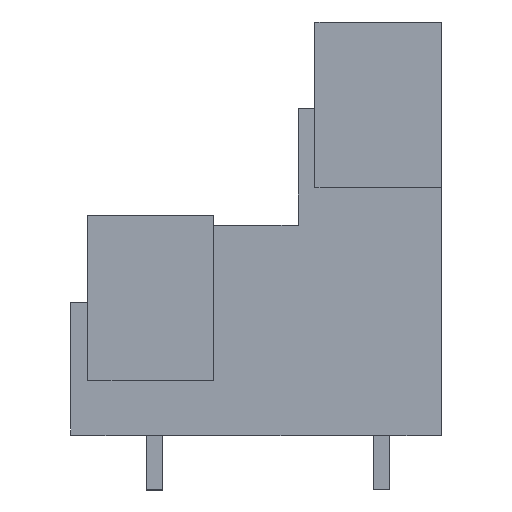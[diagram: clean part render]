
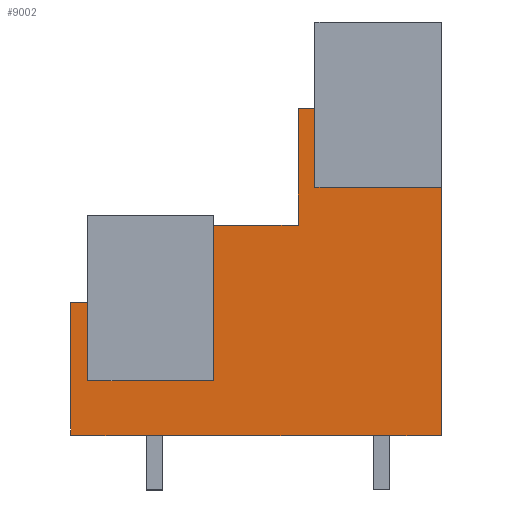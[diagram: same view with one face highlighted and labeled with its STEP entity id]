
A CAD part, left-side view. The second image highlights one B-rep face of the part: STEP entity #9002.
In plain terms, the highlighted planar face has unit normal (-1, 0, 0).
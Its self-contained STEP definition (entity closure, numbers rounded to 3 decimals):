
#8887=AXIS2_PLACEMENT_3D('Plane Axis2P3D',#8884,#8885,#8886) ;
#7442=CARTESIAN_POINT('Vertex',(0.7,7.5,22.6)) ;
#7445=CARTESIAN_POINT('Line Origine',(0.7,7.5,20.275)) ;
#7449=CARTESIAN_POINT('Vertex',(0.7,7.5,17.95)) ;
#7790=CARTESIAN_POINT('Vertex',(0.7,0.,17.95)) ;
#7793=CARTESIAN_POINT('Line Origine',(0.7,0.,10.575)) ;
#7797=CARTESIAN_POINT('Vertex',(0.7,0.,3.2)) ;
#8869=CARTESIAN_POINT('Vertex',(0.7,8.5,22.6)) ;
#8872=CARTESIAN_POINT('Line Origine',(0.7,8.,22.6)) ;
#8884=CARTESIAN_POINT('Axis2P3D Location',(0.7,0.,3.6)) ;
#8889=CARTESIAN_POINT('Line Origine',(0.7,17.,3.2)) ;
#8893=CARTESIAN_POINT('Vertex',(0.7,15.,3.2)) ;
#8895=CARTESIAN_POINT('Vertex',(0.7,19.,3.2)) ;
#8898=CARTESIAN_POINT('Line Origine',(0.7,10.5,3.2)) ;
#8902=CARTESIAN_POINT('Vertex',(0.7,6.,3.2)) ;
#8905=CARTESIAN_POINT('Line Origine',(0.7,4.5,3.2)) ;
#8909=CARTESIAN_POINT('Vertex',(0.7,3.,3.2)) ;
#8912=CARTESIAN_POINT('Line Origine',(0.7,1.5,3.2)) ;
#8917=CARTESIAN_POINT('Line Origine',(0.7,3.75,17.95)) ;
#8922=CARTESIAN_POINT('Line Origine',(0.7,8.5,19.15)) ;
#8926=CARTESIAN_POINT('Vertex',(0.7,8.5,15.7)) ;
#8929=CARTESIAN_POINT('Line Origine',(0.7,11.013,15.7)) ;
#8933=CARTESIAN_POINT('Vertex',(0.7,13.525,15.7)) ;
#8936=CARTESIAN_POINT('Line Origine',(0.7,13.525,11.075)) ;
#8940=CARTESIAN_POINT('Vertex',(0.7,13.525,6.45)) ;
#8943=CARTESIAN_POINT('Line Origine',(0.7,17.25,6.45)) ;
#8947=CARTESIAN_POINT('Vertex',(0.7,20.975,6.45)) ;
#8950=CARTESIAN_POINT('Line Origine',(0.7,20.975,8.775)) ;
#8954=CARTESIAN_POINT('Vertex',(0.7,20.975,11.1)) ;
#8957=CARTESIAN_POINT('Line Origine',(0.7,21.487,11.1)) ;
#8961=CARTESIAN_POINT('Vertex',(0.7,22.,11.1)) ;
#8964=CARTESIAN_POINT('Line Origine',(0.7,22.,7.35)) ;
#8968=CARTESIAN_POINT('Vertex',(0.7,22.,3.6)) ;
#8971=CARTESIAN_POINT('Line Origine',(0.7,22.,3.4)) ;
#8975=CARTESIAN_POINT('Vertex',(0.7,22.,3.2)) ;
#8978=CARTESIAN_POINT('Line Origine',(0.7,20.5,3.2)) ;
#7446=DIRECTION('Vector Direction',(0.,0.,-1.)) ;
#7794=DIRECTION('Vector Direction',(0.,0.,1.)) ;
#8873=DIRECTION('Vector Direction',(0.,1.,0.)) ;
#8885=DIRECTION('Axis2P3D Direction',(-1.,0.,0.)) ;
#8886=DIRECTION('Axis2P3D XDirection',(0.,0.,-1.)) ;
#8890=DIRECTION('Vector Direction',(0.,-1.,0.)) ;
#8899=DIRECTION('Vector Direction',(0.,-1.,0.)) ;
#8906=DIRECTION('Vector Direction',(0.,-1.,0.)) ;
#8913=DIRECTION('Vector Direction',(0.,-1.,0.)) ;
#8918=DIRECTION('Vector Direction',(0.,-1.,0.)) ;
#8923=DIRECTION('Vector Direction',(0.,0.,-1.)) ;
#8930=DIRECTION('Vector Direction',(0.,1.,0.)) ;
#8937=DIRECTION('Vector Direction',(0.,0.,-1.)) ;
#8944=DIRECTION('Vector Direction',(0.,-1.,0.)) ;
#8951=DIRECTION('Vector Direction',(0.,0.,-1.)) ;
#8958=DIRECTION('Vector Direction',(0.,1.,0.)) ;
#8965=DIRECTION('Vector Direction',(0.,0.,1.)) ;
#8972=DIRECTION('Vector Direction',(0.,0.,-1.)) ;
#8979=DIRECTION('Vector Direction',(0.,-1.,0.)) ;
#7447=VECTOR('Line Direction',#7446,1.) ;
#7795=VECTOR('Line Direction',#7794,1.) ;
#8874=VECTOR('Line Direction',#8873,1.) ;
#8891=VECTOR('Line Direction',#8890,1.) ;
#8900=VECTOR('Line Direction',#8899,1.) ;
#8907=VECTOR('Line Direction',#8906,1.) ;
#8914=VECTOR('Line Direction',#8913,1.) ;
#8919=VECTOR('Line Direction',#8918,1.) ;
#8924=VECTOR('Line Direction',#8923,1.) ;
#8931=VECTOR('Line Direction',#8930,1.) ;
#8938=VECTOR('Line Direction',#8937,1.) ;
#8945=VECTOR('Line Direction',#8944,1.) ;
#8952=VECTOR('Line Direction',#8951,1.) ;
#8959=VECTOR('Line Direction',#8958,1.) ;
#8966=VECTOR('Line Direction',#8965,1.) ;
#8973=VECTOR('Line Direction',#8972,1.) ;
#8980=VECTOR('Line Direction',#8979,1.) ;
#8984=ORIENTED_EDGE('',*,*,#8897,.F.) ;
#8985=ORIENTED_EDGE('',*,*,#8904,.T.) ;
#8986=ORIENTED_EDGE('',*,*,#8911,.F.) ;
#8987=ORIENTED_EDGE('',*,*,#8916,.T.) ;
#8988=ORIENTED_EDGE('',*,*,#7799,.T.) ;
#8989=ORIENTED_EDGE('',*,*,#8921,.F.) ;
#8990=ORIENTED_EDGE('',*,*,#7451,.F.) ;
#8991=ORIENTED_EDGE('',*,*,#8876,.T.) ;
#8992=ORIENTED_EDGE('',*,*,#8928,.T.) ;
#8993=ORIENTED_EDGE('',*,*,#8935,.T.) ;
#8994=ORIENTED_EDGE('',*,*,#8942,.T.) ;
#8995=ORIENTED_EDGE('',*,*,#8949,.F.) ;
#8996=ORIENTED_EDGE('',*,*,#8956,.F.) ;
#8997=ORIENTED_EDGE('',*,*,#8963,.T.) ;
#8998=ORIENTED_EDGE('',*,*,#8970,.F.) ;
#8999=ORIENTED_EDGE('',*,*,#8977,.F.) ;
#9000=ORIENTED_EDGE('',*,*,#8982,.T.) ;
#9002=ADVANCED_FACE('Housing',(#9001),#8888,.T.) ;
#7451=EDGE_CURVE('',#7443,#7450,#7448,.T.) ;
#7799=EDGE_CURVE('',#7798,#7791,#7796,.T.) ;
#8876=EDGE_CURVE('',#7443,#8870,#8875,.T.) ;
#8897=EDGE_CURVE('',#8894,#8896,#8892,.F.) ;
#8904=EDGE_CURVE('',#8894,#8903,#8901,.T.) ;
#8911=EDGE_CURVE('',#8910,#8903,#8908,.F.) ;
#8916=EDGE_CURVE('',#8910,#7798,#8915,.T.) ;
#8921=EDGE_CURVE('',#7450,#7791,#8920,.T.) ;
#8928=EDGE_CURVE('',#8870,#8927,#8925,.T.) ;
#8935=EDGE_CURVE('',#8927,#8934,#8932,.T.) ;
#8942=EDGE_CURVE('',#8934,#8941,#8939,.T.) ;
#8949=EDGE_CURVE('',#8948,#8941,#8946,.T.) ;
#8956=EDGE_CURVE('',#8955,#8948,#8953,.T.) ;
#8963=EDGE_CURVE('',#8955,#8962,#8960,.T.) ;
#8970=EDGE_CURVE('',#8969,#8962,#8967,.T.) ;
#8977=EDGE_CURVE('',#8976,#8969,#8974,.F.) ;
#8982=EDGE_CURVE('',#8976,#8896,#8981,.T.) ;
#8983=EDGE_LOOP('',(#8984,#8985,#8986,#8987,#8988,#8989,#8990,#8991,#8992,#8993,#8994,#8995,#8996,#8997,#8998,#8999,#9000)) ;
#9001=FACE_OUTER_BOUND('',#8983,.T.) ;
#7448=LINE('Line',#7445,#7447) ;
#7796=LINE('Line',#7793,#7795) ;
#8875=LINE('Line',#8872,#8874) ;
#8892=LINE('Line',#8889,#8891) ;
#8901=LINE('Line',#8898,#8900) ;
#8908=LINE('Line',#8905,#8907) ;
#8915=LINE('Line',#8912,#8914) ;
#8920=LINE('Line',#8917,#8919) ;
#8925=LINE('Line',#8922,#8924) ;
#8932=LINE('Line',#8929,#8931) ;
#8939=LINE('Line',#8936,#8938) ;
#8946=LINE('Line',#8943,#8945) ;
#8953=LINE('Line',#8950,#8952) ;
#8960=LINE('Line',#8957,#8959) ;
#8967=LINE('Line',#8964,#8966) ;
#8974=LINE('Line',#8971,#8973) ;
#8981=LINE('Line',#8978,#8980) ;
#8888=PLANE('',#8887) ;
#7443=VERTEX_POINT('',#7442) ;
#7450=VERTEX_POINT('',#7449) ;
#7791=VERTEX_POINT('',#7790) ;
#7798=VERTEX_POINT('',#7797) ;
#8870=VERTEX_POINT('',#8869) ;
#8894=VERTEX_POINT('',#8893) ;
#8896=VERTEX_POINT('',#8895) ;
#8903=VERTEX_POINT('',#8902) ;
#8910=VERTEX_POINT('',#8909) ;
#8927=VERTEX_POINT('',#8926) ;
#8934=VERTEX_POINT('',#8933) ;
#8941=VERTEX_POINT('',#8940) ;
#8948=VERTEX_POINT('',#8947) ;
#8955=VERTEX_POINT('',#8954) ;
#8962=VERTEX_POINT('',#8961) ;
#8969=VERTEX_POINT('',#8968) ;
#8976=VERTEX_POINT('',#8975) ;
